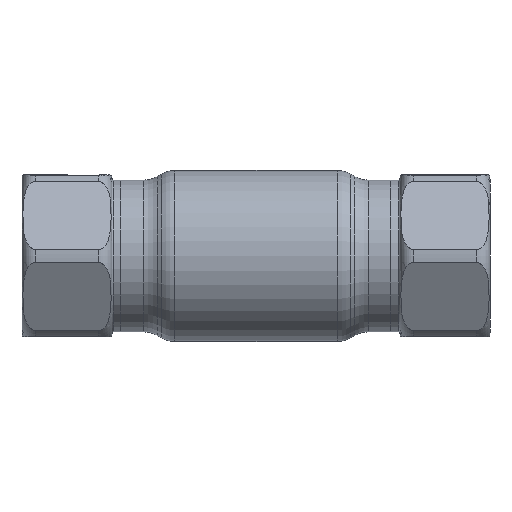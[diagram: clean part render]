
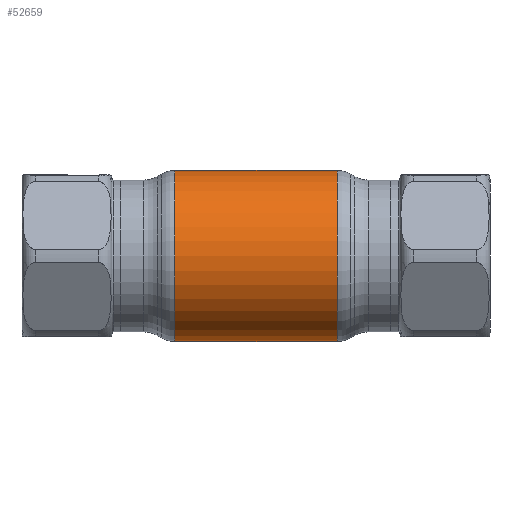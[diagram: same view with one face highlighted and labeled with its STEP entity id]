
A CAD part, front view. The second image highlights one B-rep face of the part: STEP entity #52659.
In plain terms, the highlighted cylindrical face has radius 19 mm (diameter 38 mm), a partial arc.
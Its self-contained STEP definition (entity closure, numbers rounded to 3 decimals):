
#126 = ORIENTED_EDGE ( 'NONE', *, *, #34444, .F. ) ;
#170 = CARTESIAN_POINT ( 'NONE',  ( -18.035, 0., 19. ) ) ;
#210 = AXIS2_PLACEMENT_3D ( 'NONE', #34380, #29655, #52613 ) ;
#3899 = LINE ( 'NONE', #21914, #51539 ) ;
#5564 = VERTEX_POINT ( 'NONE', #14304 ) ;
#8867 = VERTEX_POINT ( 'NONE', #31988 ) ;
#9950 = CARTESIAN_POINT ( 'NONE',  ( -62.69, 0., 0. ) ) ;
#10056 = DIRECTION ( 'NONE',  ( -1., 0., 0. ) ) ;
#14304 = CARTESIAN_POINT ( 'NONE',  ( -18.035, 0., -19. ) ) ;
#17824 = LINE ( 'NONE', #28385, #50221 ) ;
#18654 = VERTEX_POINT ( 'NONE', #29828 ) ;
#20995 = ORIENTED_EDGE ( 'NONE', *, *, #25716, .T. ) ;
#21229 = AXIS2_PLACEMENT_3D ( 'NONE', #9950, #37076, #41484 ) ;
#21914 = CARTESIAN_POINT ( 'NONE',  ( -62.69, 0., 19. ) ) ;
#25622 = CIRCLE ( 'NONE', #210, 19. ) ;
#25716 = EDGE_CURVE ( 'NONE', #8867, #18654, #48653, .T. ) ;
#28385 = CARTESIAN_POINT ( 'NONE',  ( -62.69, 0., -19. ) ) ;
#29655 = DIRECTION ( 'NONE',  ( -1., 0., 0. ) ) ;
#29828 = CARTESIAN_POINT ( 'NONE',  ( 18.035, 0., 19. ) ) ;
#30006 = CYLINDRICAL_SURFACE ( 'NONE', #21229, 19. ) ;
#31988 = CARTESIAN_POINT ( 'NONE',  ( 18.035, 0., -19. ) ) ;
#32444 = CARTESIAN_POINT ( 'NONE',  ( 18.035, 0., 0. ) ) ;
#32525 = EDGE_CURVE ( 'NONE', #18654, #53518, #3899, .T. ) ;
#34380 = CARTESIAN_POINT ( 'NONE',  ( -18.035, 0., 0. ) ) ;
#34444 = EDGE_CURVE ( 'NONE', #5564, #53518, #25622, .T. ) ;
#36187 = ORIENTED_EDGE ( 'NONE', *, *, #48392, .F. ) ;
#37076 = DIRECTION ( 'NONE',  ( -1., 0., 0. ) ) ;
#41484 = DIRECTION ( 'NONE',  ( 0., 0., 1. ) ) ;
#44597 = DIRECTION ( 'NONE',  ( -1., 0., 0. ) ) ;
#46022 = DIRECTION ( 'NONE',  ( 0., 0., 1. ) ) ;
#47305 = EDGE_LOOP ( 'NONE', ( #36187, #20995, #48792, #126 ) ) ;
#48392 = EDGE_CURVE ( 'NONE', #8867, #5564, #17824, .T. ) ;
#48653 = CIRCLE ( 'NONE', #55212, 19. ) ;
#48792 = ORIENTED_EDGE ( 'NONE', *, *, #32525, .T. ) ;
#50221 = VECTOR ( 'NONE', #54053, 1000. ) ;
#51539 = VECTOR ( 'NONE', #44597, 1000. ) ;
#52613 = DIRECTION ( 'NONE',  ( 0., 0., 1. ) ) ;
#52659 = ADVANCED_FACE ( 'NONE', ( #52951 ), #30006, .T. ) ;
#52951 = FACE_OUTER_BOUND ( 'NONE', #47305, .T. ) ;
#53518 = VERTEX_POINT ( 'NONE', #170 ) ;
#54053 = DIRECTION ( 'NONE',  ( -1., 0., 0. ) ) ;
#55212 = AXIS2_PLACEMENT_3D ( 'NONE', #32444, #10056, #46022 ) ;
